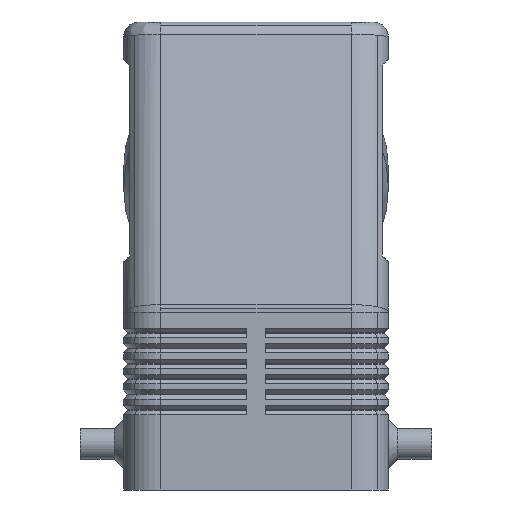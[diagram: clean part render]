
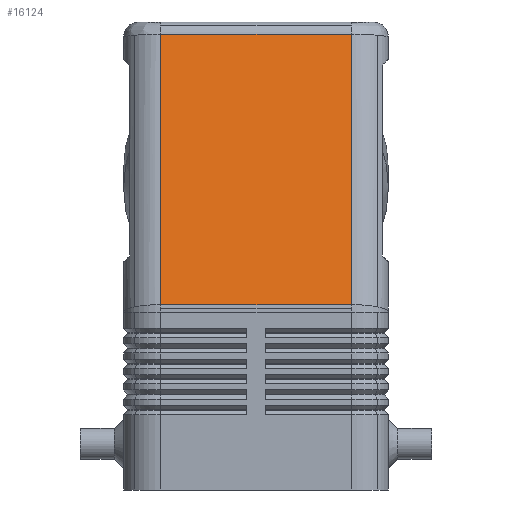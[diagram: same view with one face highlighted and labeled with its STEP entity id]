
A CAD part, left-side view. The second image highlights one B-rep face of the part: STEP entity #16124.
In plain terms, the highlighted planar face has unit normal (-0.98, 0, 0.2).
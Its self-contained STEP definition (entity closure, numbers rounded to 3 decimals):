
#495=CARTESIAN_POINT('',(-59.879,-15.5,30.094));
#496=VERTEX_POINT('',#495);
#504=CARTESIAN_POINT('',(-59.879,15.5,30.094));
#505=VERTEX_POINT('',#504);
#506=CARTESIAN_POINT('',(-59.879,-15.5,30.094));
#507=DIRECTION('',(0.0,1.0,0.0));
#508=VECTOR('',#507,31.);
#509=LINE('',#506,#508);
#510=EDGE_CURVE('',#496,#505,#509,.T.);
#15664=CARTESIAN_POINT('',(-50.909,-15.5,74.));
#15665=VERTEX_POINT('',#15664);
#15673=CARTESIAN_POINT('',(-50.909,-15.5,74.));
#15674=DIRECTION('',(-0.2,0.0,-0.98));
#15675=VECTOR('',#15674,44.813);
#15676=LINE('',#15673,#15675);
#15677=EDGE_CURVE('',#15665,#496,#15676,.T.);
#16101=CARTESIAN_POINT('',(-50.5,0.0,76.0));
#16102=DIRECTION('',(-0.98,0.0,0.2));
#16103=DIRECTION('',(0.2,0.0,0.98));
#16104=AXIS2_PLACEMENT_3D('',#16101,#16102,#16103);
#16105=PLANE('',#16104);
#16106=ORIENTED_EDGE('',*,*,#15677,.F.);
#16107=CARTESIAN_POINT('',(-50.909,15.5,74.));
#16108=VERTEX_POINT('',#16107);
#16109=CARTESIAN_POINT('',(-50.909,15.5,74.));
#16110=DIRECTION('',(0.0,-1.0,0.0));
#16111=VECTOR('',#16110,31.);
#16112=LINE('',#16109,#16111);
#16113=EDGE_CURVE('',#16108,#15665,#16112,.T.);
#16114=ORIENTED_EDGE('',*,*,#16113,.F.);
#16115=CARTESIAN_POINT('',(-59.879,15.5,30.094));
#16116=DIRECTION('',(0.2,0.0,0.98));
#16117=VECTOR('',#16116,44.813);
#16118=LINE('',#16115,#16117);
#16119=EDGE_CURVE('',#505,#16108,#16118,.T.);
#16120=ORIENTED_EDGE('',*,*,#16119,.F.);
#16121=ORIENTED_EDGE('',*,*,#510,.F.);
#16122=EDGE_LOOP('',(#16106,#16114,#16120,#16121));
#16123=FACE_OUTER_BOUND('',#16122,.T.);
#16124=ADVANCED_FACE('',(#16123),#16105,.T.);
